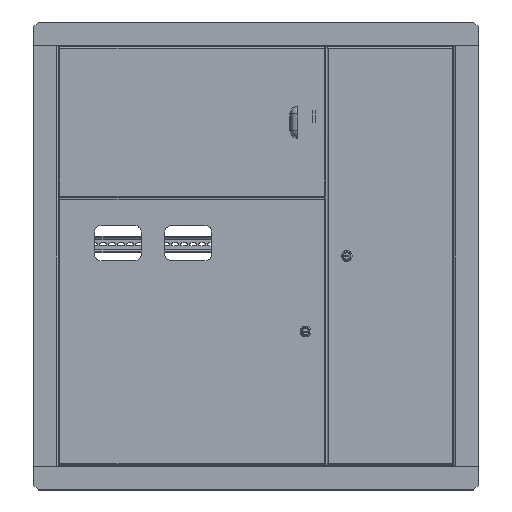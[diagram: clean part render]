
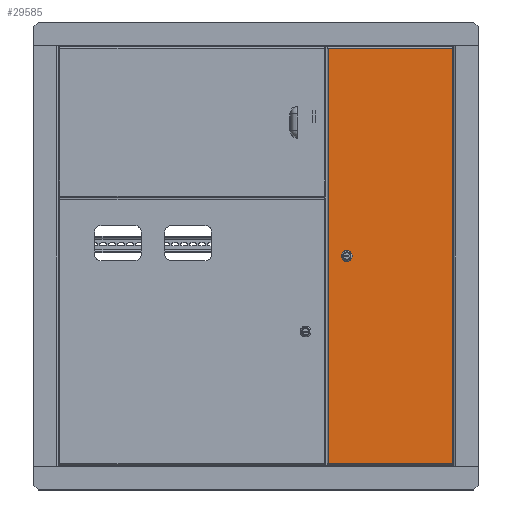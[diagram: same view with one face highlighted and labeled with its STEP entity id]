
A CAD part, top view. The second image highlights one B-rep face of the part: STEP entity #29585.
In plain terms, the highlighted planar face has unit normal (0, 0, 1).
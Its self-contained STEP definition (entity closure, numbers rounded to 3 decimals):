
#259 = LINE ( 'NONE', #23950, #20947 ) ;
#672 = DIRECTION ( 'NONE',  ( 0., -1., 0. ) ) ;
#1211 = ORIENTED_EDGE ( 'NONE', *, *, #17331, .F. ) ;
#1532 = EDGE_CURVE ( 'NONE', #42036, #3609, #1840, .T. ) ;
#1840 = LINE ( 'NONE', #13674, #46098 ) ;
#2492 = EDGE_CURVE ( 'NONE', #17596, #34619, #12578, .T. ) ;
#2567 = VERTEX_POINT ( 'NONE', #33890 ) ;
#2753 = PLANE ( 'NONE',  #26932 ) ;
#3256 = CARTESIAN_POINT ( 'NONE',  ( 0., 0., 0. ) ) ;
#3609 = VERTEX_POINT ( 'NONE', #31255 ) ;
#3975 = DIRECTION ( 'NONE',  ( 0., 0., 1. ) ) ;
#6474 = LINE ( 'NONE', #25627, #22811 ) ;
#7451 = ORIENTED_EDGE ( 'NONE', *, *, #1532, .T. ) ;
#7770 = ORIENTED_EDGE ( 'NONE', *, *, #2492, .F. ) ;
#8217 = LINE ( 'NONE', #15273, #32495 ) ;
#9183 = EDGE_LOOP ( 'NONE', ( #36642, #27809, #28854, #7451 ) ) ;
#12248 = VECTOR ( 'NONE', #16616, 1000. ) ;
#12578 = LINE ( 'NONE', #40267, #12248 ) ;
#13674 = CARTESIAN_POINT ( 'NONE',  ( -267., -890., 0. ) ) ;
#13861 = CARTESIAN_POINT ( 'NONE',  ( -267., -2., 0. ) ) ;
#15273 = CARTESIAN_POINT ( 'NONE',  ( -267., -2., 0. ) ) ;
#16616 = DIRECTION ( 'NONE',  ( 0., -1., 0. ) ) ;
#17331 = EDGE_CURVE ( 'NONE', #2567, #41345, #259, .T. ) ;
#17596 = VERTEX_POINT ( 'NONE', #41533 ) ;
#17966 = LINE ( 'NONE', #25555, #29210 ) ;
#18090 = ORIENTED_EDGE ( 'NONE', *, *, #34434, .F. ) ;
#19356 = DIRECTION ( 'NONE',  ( 1., 0., 0. ) ) ;
#20162 = DIRECTION ( 'NONE',  ( 0., 1., 0. ) ) ;
#20382 = CIRCLE ( 'NONE', #26819, 9.25 ) ;
#20611 = ORIENTED_EDGE ( 'NONE', *, *, #33929, .F. ) ;
#20901 = DIRECTION ( 'NONE',  ( 1., 0., 0. ) ) ;
#20947 = VECTOR ( 'NONE', #20162, 1000. ) ;
#21838 = DIRECTION ( 'NONE',  ( 0., 1., 0. ) ) ;
#22240 = CARTESIAN_POINT ( 'NONE',  ( -218.5, -442.351, 0. ) ) ;
#22811 = VECTOR ( 'NONE', #21838, 1000. ) ;
#23950 = CARTESIAN_POINT ( 'NONE',  ( -218.5, -442.351, 0. ) ) ;
#24431 = CARTESIAN_POINT ( 'NONE',  ( -227., -446., 0. ) ) ;
#25264 = DIRECTION ( 'NONE',  ( 1., 0., 0. ) ) ;
#25555 = CARTESIAN_POINT ( 'NONE',  ( 0., -2., 0. ) ) ;
#25627 = CARTESIAN_POINT ( 'NONE',  ( -2., -890., 0. ) ) ;
#26445 = FACE_OUTER_BOUND ( 'NONE', #9183, .T. ) ;
#26819 = AXIS2_PLACEMENT_3D ( 'NONE', #38522, #3975, #19356 ) ;
#26932 = AXIS2_PLACEMENT_3D ( 'NONE', #3256, #45340, #33994 ) ;
#27809 = ORIENTED_EDGE ( 'NONE', *, *, #35165, .T. ) ;
#28072 = VERTEX_POINT ( 'NONE', #40310 ) ;
#28854 = ORIENTED_EDGE ( 'NONE', *, *, #48945, .T. ) ;
#29210 = VECTOR ( 'NONE', #29826, 1000. ) ;
#29585 = ADVANCED_FACE ( 'NONE', ( #41068, #26445 ), #2753, .F. ) ;
#29826 = DIRECTION ( 'NONE',  ( -1., 0., 0. ) ) ;
#31255 = CARTESIAN_POINT ( 'NONE',  ( -2., -890., 0. ) ) ;
#32278 = VERTEX_POINT ( 'NONE', #13861 ) ;
#32495 = VECTOR ( 'NONE', #672, 1000. ) ;
#33890 = CARTESIAN_POINT ( 'NONE',  ( -218.5, -449.649, 0. ) ) ;
#33929 = EDGE_CURVE ( 'NONE', #34619, #2567, #41643, .T. ) ;
#33994 = DIRECTION ( 'NONE',  ( -1., 0., 0. ) ) ;
#34113 = EDGE_LOOP ( 'NONE', ( #1211, #20611, #7770, #18090 ) ) ;
#34434 = EDGE_CURVE ( 'NONE', #41345, #17596, #20382, .T. ) ;
#34619 = VERTEX_POINT ( 'NONE', #49288 ) ;
#35165 = EDGE_CURVE ( 'NONE', #28072, #32278, #17966, .T. ) ;
#36028 = EDGE_CURVE ( 'NONE', #3609, #28072, #6474, .T. ) ;
#36033 = DIRECTION ( 'NONE',  ( 0., 0., 1. ) ) ;
#36642 = ORIENTED_EDGE ( 'NONE', *, *, #36028, .T. ) ;
#38522 = CARTESIAN_POINT ( 'NONE',  ( -227., -446., 0. ) ) ;
#40267 = CARTESIAN_POINT ( 'NONE',  ( -235.5, -442.351, 0. ) ) ;
#40310 = CARTESIAN_POINT ( 'NONE',  ( -2., -2., 0. ) ) ;
#41068 = FACE_BOUND ( 'NONE', #34113, .T. ) ;
#41345 = VERTEX_POINT ( 'NONE', #22240 ) ;
#41533 = CARTESIAN_POINT ( 'NONE',  ( -235.5, -442.351, 0. ) ) ;
#41643 = CIRCLE ( 'NONE', #48092, 9.25 ) ;
#42036 = VERTEX_POINT ( 'NONE', #48352 ) ;
#45340 = DIRECTION ( 'NONE',  ( 0., 0., -1. ) ) ;
#46098 = VECTOR ( 'NONE', #25264, 1000. ) ;
#48092 = AXIS2_PLACEMENT_3D ( 'NONE', #24431, #36033, #20901 ) ;
#48352 = CARTESIAN_POINT ( 'NONE',  ( -267., -890., 0. ) ) ;
#48945 = EDGE_CURVE ( 'NONE', #32278, #42036, #8217, .T. ) ;
#49288 = CARTESIAN_POINT ( 'NONE',  ( -235.5, -449.649, 0. ) ) ;
